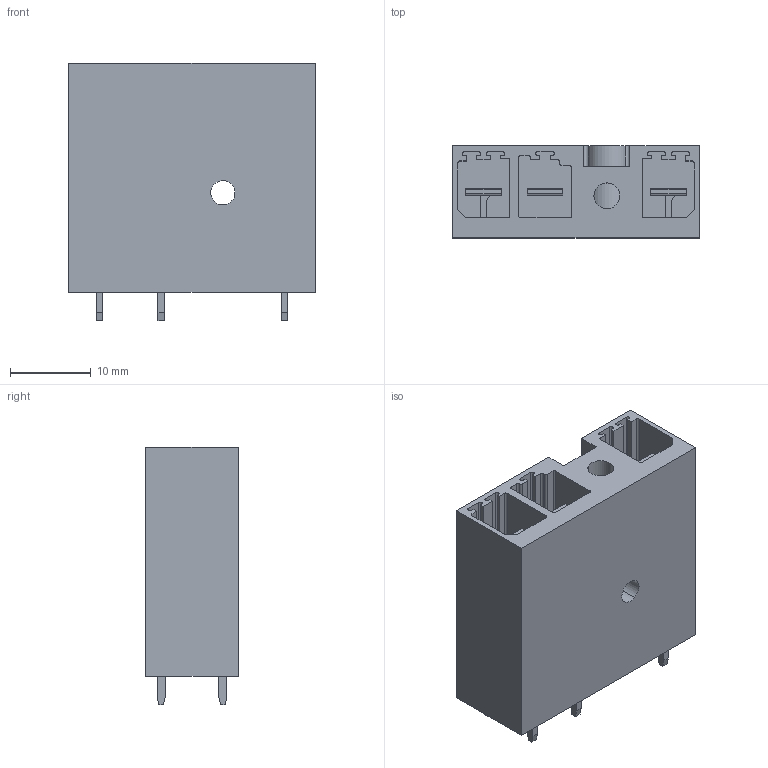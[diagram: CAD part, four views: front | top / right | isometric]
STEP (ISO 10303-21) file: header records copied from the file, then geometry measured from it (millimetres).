
FILE_DESCRIPTION(('CATIA V5 STEP Exchange','CAx-IF Rec.Pracs.--- Model Styling and Organization---1.2---2011-12-15'),'2;1');
FILE_NAME ('D1447709_0_1048420000_1048420000.stp','2018-11-30T13:45:31+00:00',('none'),('Weidmueller'),'CATIA Version 5-6 Release 2014','CATIA V5 STEP AP214','none');
FILE_SCHEMA(('AUTOMOTIVE_DESIGN { 1 0 10303 214 1 1 1 1 }'));
Length unit declared in the file: millimetre
Products named in the file (1): 1048420000
Bounding box: 30.48 x 11.4 x 31.8 mm (x, y, z)
Volume: 6875.4 mm3; surface area: 6913.3 mm2
Topology: 4 solids, 4 shells, 229 faces, 639 edges, 418 vertices
Faces by surface type: plane 186, cylinder 43
Entity records: 6754 total; most frequent: ORIENTED_EDGE 1278, CARTESIAN_POINT 1194, DIRECTION 911, EDGE_CURVE 639, VECTOR 553, LINE 553, VERTEX_POINT 418, EDGE_LOOP 245
